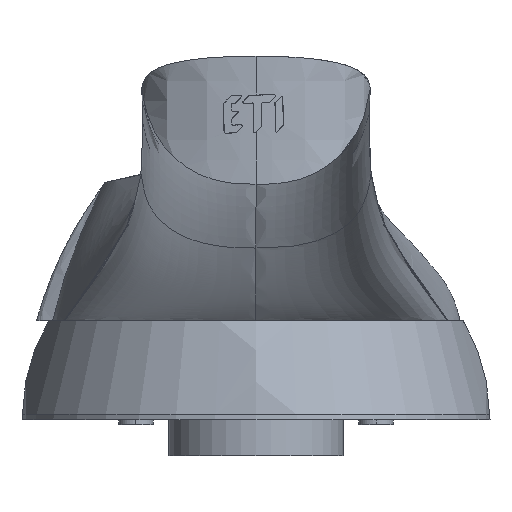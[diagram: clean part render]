
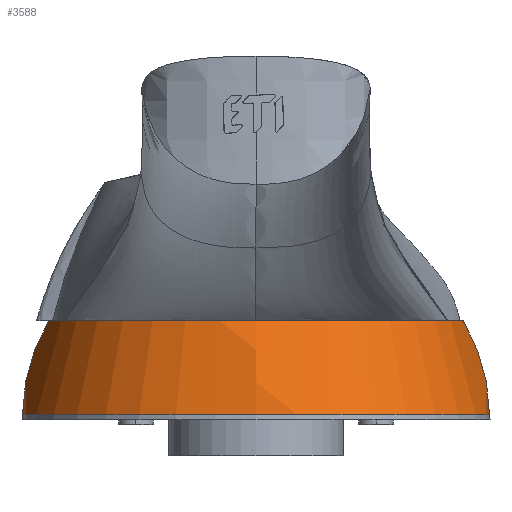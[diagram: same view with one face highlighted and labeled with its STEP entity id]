
A CAD part, front view. The second image highlights one B-rep face of the part: STEP entity #3588.
In plain terms, the highlighted free-form (B-spline) face has degree [3, 3] with [7, 4] control points.
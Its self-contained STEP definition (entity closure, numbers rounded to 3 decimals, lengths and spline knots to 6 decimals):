
#3318=CARTESIAN_POINT('',(0.007615,0.,
0.000541));
#3319=DIRECTION('',(0.,-1.,0.));
#3320=DIRECTION('',(1.,0.,0.011));
#3321=AXIS2_PLACEMENT_3D('',#3318,#3319,#3320);
#3334=CARTESIAN_POINT('',(-0.038912,0.,
0.0009));
#3335=CARTESIAN_POINT('',(-0.038897,0.000002,
0.002265));
#3336=CARTESIAN_POINT('',(-0.038685,-0.000001,
0.004993));
#3337=CARTESIAN_POINT('',(-0.037845,0.,
0.008991));
#3338=CARTESIAN_POINT('',(-0.036481,0.,
0.01287));
#3339=CARTESIAN_POINT('',(-0.03524,0.,
0.015319));
#3340=CARTESIAN_POINT('',(-0.03454,0.,
0.0165));
#3345=CARTESIAN_POINT('',(0.,0.,0.016499));
#3346=DIRECTION('',(0.,0.,1.));
#3347=DIRECTION('',(-1.,0.,0.));
#3348=AXIS2_PLACEMENT_3D('',#3345,#3346,#3347);
#3361=CARTESIAN_POINT('',(0.,0.,0.0009));
#3362=DIRECTION('',(0.,0.,1.));
#3363=DIRECTION('',(-1.,0.,0.));
#3364=AXIS2_PLACEMENT_3D('',#3361,#3362,#3363);
#3489=CARTESIAN_POINT('',(0.038913,0.,
0.0009));
#3490=CARTESIAN_POINT('',(0.034541,0.,
0.0165));
#3491=VERTEX_POINT('',#3489);
#3492=VERTEX_POINT('',#3490);
#3493=CARTESIAN_POINT('',(-0.03454,0.,
0.0165));
#3494=VERTEX_POINT('',#3493);
#3495=VERTEX_POINT('',#3334);
#3551=CARTESIAN_POINT('',(-0.038837,0.002444,
0.000572));
#3552=CARTESIAN_POINT('',(-0.038832,0.002444,
0.006325));
#3553=CARTESIAN_POINT('',(-0.037282,0.002346,
0.011864));
#3554=CARTESIAN_POINT('',(-0.034304,0.002159,
0.016781));
#3555=CARTESIAN_POINT('',(-0.040341,-0.021457,
0.000572));
#3556=CARTESIAN_POINT('',(-0.040335,-0.021454,
0.006325));
#3557=CARTESIAN_POINT('',(-0.038726,-0.020598,
0.011864));
#3558=CARTESIAN_POINT('',(-0.035632,-0.018953,
0.016781));
#3559=CARTESIAN_POINT('',(-0.023947,-0.038915,
0.000572));
#3560=CARTESIAN_POINT('',(-0.023944,-0.038909,
0.006325));
#3561=CARTESIAN_POINT('',(-0.022988,-0.037357,
0.011864));
#3562=CARTESIAN_POINT('',(-0.021152,-0.034372,
0.016781));
#3563=CARTESIAN_POINT('',(0.000001,-0.038914,
0.000572));
#3564=CARTESIAN_POINT('',(0.000001,-0.038908,
0.006325));
#3565=CARTESIAN_POINT('',(0.000001,-0.037356,
0.011864));
#3566=CARTESIAN_POINT('',(0.000001,-0.034371,
0.016781));
#3567=CARTESIAN_POINT('',(0.02395,-0.038913,
0.000572));
#3568=CARTESIAN_POINT('',(0.023946,-0.038907,
0.006325));
#3569=CARTESIAN_POINT('',(0.022991,-0.037355,
0.011864));
#3570=CARTESIAN_POINT('',(0.021154,-0.034371,
0.016781));
#3571=CARTESIAN_POINT('',(0.040343,-0.021455,
0.000572));
#3572=CARTESIAN_POINT('',(0.040337,-0.021451,
0.006325));
#3573=CARTESIAN_POINT('',(0.038728,-0.020596,
0.011864));
#3574=CARTESIAN_POINT('',(0.035633,-0.01895,
0.016781));
#3575=CARTESIAN_POINT('',(0.038837,0.002447,
0.000572));
#3576=CARTESIAN_POINT('',(0.038831,0.002446,
0.006325));
#3577=CARTESIAN_POINT('',(0.037282,0.002349,
0.011864));
#3578=CARTESIAN_POINT('',(0.034303,0.002161,
0.016781));
#3579=(BOUNDED_SURFACE()B_SPLINE_SURFACE(3,3,((#3551,#3552,#3553,#3554),(#3555,
#3556,#3557,#3558),(#3559,#3560,#3561,#3562),(#3563,#3564,#3565,#3566),(#3567,
#3568,#3569,#3570),(#3571,#3572,#3573,#3574),(#3575,#3576,#3577,#3578)),
.UNSPECIFIED.,.F.,.F.,.F.)B_SPLINE_SURFACE_WITH_KNOTS((4,3,4),(4,4),(0.,1.,
2.),(0.,1.),.UNSPECIFIED.)GEOMETRIC_REPRESENTATION_ITEM()RATIONAL_B_SPLINE_SURFACE(((1.21,1.18,1.18,1.21),(
0.955,0.932,0.932,0.955),(
0.955,0.932,0.932,0.955),(
1.21,1.18,1.18,1.21),(
0.955,0.932,0.932,0.955),(
0.955,0.932,0.932,0.955),(
1.21,1.18,1.18,1.21)))REPRESENTATION_ITEM('')SURFACE());
#3581=ORIENTED_EDGE('',*,*,#3580,.F.);
#3582=ORIENTED_EDGE('',*,*,#3538,.T.);
#3584=ORIENTED_EDGE('',*,*,#3583,.T.);
#3585=ORIENTED_EDGE('',*,*,#3534,.F.);
#3586=EDGE_LOOP('',(#3581,#3582,#3584,#3585));
#3587=FACE_OUTER_BOUND('',#3586,.F.);
#3322=CIRCLE('',#3321,0.0313);
#3341=B_SPLINE_CURVE_WITH_KNOTS('',3,(#3334,#3335,#3336,#3337,#3338,#3339,
#3340),.UNSPECIFIED.,.F.,.F.,(4,1,1,1,4),(0.,0.25,0.5,0.75,1.),
.UNSPECIFIED.);
#3349=CIRCLE('',#3348,0.03454);
#3365=CIRCLE('',#3364,0.038912);
#3534=EDGE_CURVE('',#3491,#3492,#3322,.T.);
#3538=EDGE_CURVE('',#3495,#3494,#3341,.T.);
#3580=EDGE_CURVE('',#3495,#3491,#3365,.T.);
#3583=EDGE_CURVE('',#3494,#3492,#3349,.T.);
#3588=ADVANCED_FACE('',(#3587),#3579,.T.);
